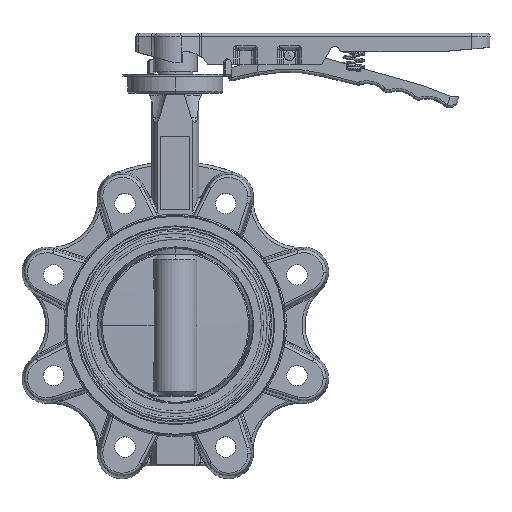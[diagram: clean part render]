
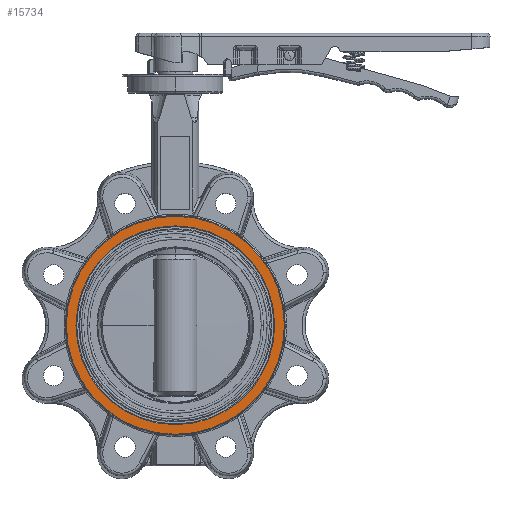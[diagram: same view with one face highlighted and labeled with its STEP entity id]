
A CAD part, top view. The second image highlights one B-rep face of the part: STEP entity #15734.
In plain terms, the highlighted planar face has unit normal (0, 0, 1).
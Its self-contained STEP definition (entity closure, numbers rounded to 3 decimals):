
#446 = EDGE_LOOP ( 'NONE', ( #60185, #62356 ) ) ;
#489 = VERTEX_POINT ( 'NONE', #12077 ) ;
#1346 = DIRECTION ( 'NONE',  ( 1., 0., 0. ) ) ;
#3982 = EDGE_CURVE ( 'NONE', #20782, #38808, #30234, .T. ) ;
#4878 = EDGE_CURVE ( 'NONE', #8513, #489, #15816, .T. ) ;
#8513 = VERTEX_POINT ( 'NONE', #32774 ) ;
#9002 = CARTESIAN_POINT ( 'NONE',  ( 0., 0., 26. ) ) ;
#9419 = DIRECTION ( 'NONE',  ( 1., 0., 0. ) ) ;
#10025 = DIRECTION ( 'NONE',  ( 1., 0., 0. ) ) ;
#10141 = AXIS2_PLACEMENT_3D ( 'NONE', #27658, #13555, #47142 ) ;
#11974 = CARTESIAN_POINT ( 'NONE',  ( 67.9, 0., 26. ) ) ;
#12077 = CARTESIAN_POINT ( 'NONE',  ( -74.5, 0., 26. ) ) ;
#13040 = EDGE_LOOP ( 'NONE', ( #53712, #26672 ) ) ;
#13146 = PLANE ( 'NONE',  #10141 ) ;
#13555 = DIRECTION ( 'NONE',  ( 0., 0., 1. ) ) ;
#15044 = DIRECTION ( 'NONE',  ( 0., 0., -1. ) ) ;
#15734 = ADVANCED_FACE ( 'NONE', ( #26956, #44225 ), #13146, .T. ) ;
#15816 = CIRCLE ( 'NONE', #24575, 74.5 ) ;
#19881 = DIRECTION ( 'NONE',  ( 0., 0., -1. ) ) ;
#20391 = CIRCLE ( 'NONE', #56796, 74.5 ) ;
#20782 = VERTEX_POINT ( 'NONE', #11974 ) ;
#24575 = AXIS2_PLACEMENT_3D ( 'NONE', #9002, #28555, #9419 ) ;
#26672 = ORIENTED_EDGE ( 'NONE', *, *, #4878, .T. ) ;
#26956 = FACE_BOUND ( 'NONE', #446, .T. ) ;
#27658 = CARTESIAN_POINT ( 'NONE',  ( 0., 0., 26. ) ) ;
#28555 = DIRECTION ( 'NONE',  ( 0., 0., 1. ) ) ;
#28805 = CIRCLE ( 'NONE', #46666, 67.9 ) ;
#30234 = CIRCLE ( 'NONE', #61514, 67.9 ) ;
#32774 = CARTESIAN_POINT ( 'NONE',  ( 74.5, 0., 26. ) ) ;
#34031 = DIRECTION ( 'NONE',  ( 1., 0., 0. ) ) ;
#34408 = CARTESIAN_POINT ( 'NONE',  ( 0., 0., 26. ) ) ;
#38808 = VERTEX_POINT ( 'NONE', #52750 ) ;
#44225 = FACE_OUTER_BOUND ( 'NONE', #13040, .T. ) ;
#44655 = EDGE_CURVE ( 'NONE', #38808, #20782, #28805, .T. ) ;
#46427 = EDGE_CURVE ( 'NONE', #489, #8513, #20391, .T. ) ;
#46666 = AXIS2_PLACEMENT_3D ( 'NONE', #53499, #19881, #10025 ) ;
#47142 = DIRECTION ( 'NONE',  ( 1., 0., 0. ) ) ;
#47640 = CARTESIAN_POINT ( 'NONE',  ( 0., 0., 26. ) ) ;
#52750 = CARTESIAN_POINT ( 'NONE',  ( -67.9, 0., 26. ) ) ;
#53499 = CARTESIAN_POINT ( 'NONE',  ( 0., 0., 26. ) ) ;
#53712 = ORIENTED_EDGE ( 'NONE', *, *, #46427, .T. ) ;
#56796 = AXIS2_PLACEMENT_3D ( 'NONE', #47640, #57711, #34031 ) ;
#57711 = DIRECTION ( 'NONE',  ( 0., 0., 1. ) ) ;
#60185 = ORIENTED_EDGE ( 'NONE', *, *, #3982, .T. ) ;
#61514 = AXIS2_PLACEMENT_3D ( 'NONE', #34408, #15044, #1346 ) ;
#62356 = ORIENTED_EDGE ( 'NONE', *, *, #44655, .T. ) ;
